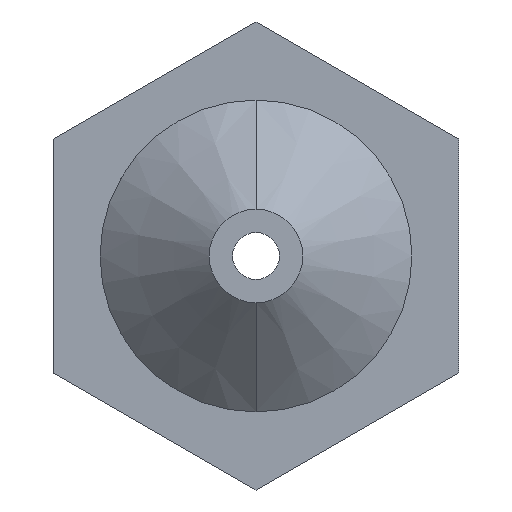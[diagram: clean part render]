
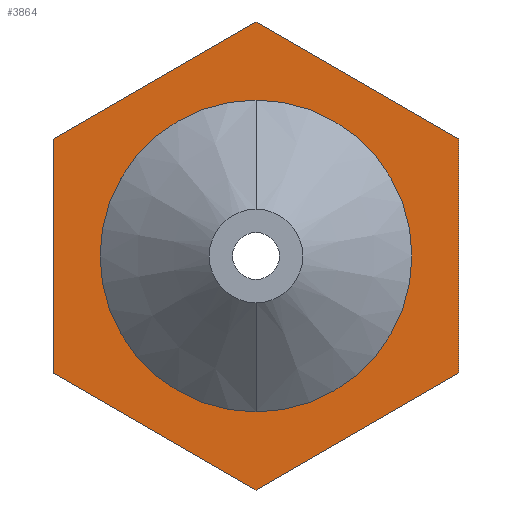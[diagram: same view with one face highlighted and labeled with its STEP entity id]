
A CAD part, front view. The second image highlights one B-rep face of the part: STEP entity #3864.
In plain terms, the highlighted planar face has unit normal (0, -1, 0).
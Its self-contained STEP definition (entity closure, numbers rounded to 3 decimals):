
#25 = AXIS2_PLACEMENT_3D ( 'NONE', #2339, #30, #3716 ) ;
#30 = DIRECTION ( 'NONE',  ( 0., -1., 0. ) ) ;
#100 = PLANE ( 'NONE',  #991 ) ;
#114 = VERTEX_POINT ( 'NONE', #1987 ) ;
#172 = VECTOR ( 'NONE', #3972, 1000. ) ;
#244 = CARTESIAN_POINT ( 'NONE',  ( 0., 5., 0. ) ) ;
#299 = LINE ( 'NONE', #1306, #172 ) ;
#322 = LINE ( 'NONE', #3225, #1537 ) ;
#443 = FACE_OUTER_BOUND ( 'NONE', #3709, .T. ) ;
#470 = DIRECTION ( 'NONE',  ( 0., 0., 1. ) ) ;
#507 = VECTOR ( 'NONE', #470, 1000. ) ;
#572 = CARTESIAN_POINT ( 'NONE',  ( 0., 5., 5. ) ) ;
#779 = ORIENTED_EDGE ( 'NONE', *, *, #3325, .F. ) ;
#786 = DIRECTION ( 'NONE',  ( 0.866, 0., -0.5 ) ) ;
#874 = CARTESIAN_POINT ( 'NONE',  ( -6.5, 5., -3.753 ) ) ;
#891 = EDGE_CURVE ( 'NONE', #3513, #114, #1825, .T. ) ;
#991 = AXIS2_PLACEMENT_3D ( 'NONE', #3072, #3356, #3647 ) ;
#1055 = CIRCLE ( 'NONE', #25, 5. ) ;
#1062 = ORIENTED_EDGE ( 'NONE', *, *, #1400, .F. ) ;
#1113 = CARTESIAN_POINT ( 'NONE',  ( 6.5, 5., -3.753 ) ) ;
#1208 = AXIS2_PLACEMENT_3D ( 'NONE', #244, #3205, #2488 ) ;
#1306 = CARTESIAN_POINT ( 'NONE',  ( 0., 5., -7.506 ) ) ;
#1361 = CARTESIAN_POINT ( 'NONE',  ( 6.5, 5., 3.753 ) ) ;
#1400 = EDGE_CURVE ( 'NONE', #114, #2979, #2491, .T. ) ;
#1537 = VECTOR ( 'NONE', #3289, 1000. ) ;
#1543 = CARTESIAN_POINT ( 'NONE',  ( 0., 5., -7.506 ) ) ;
#1614 = DIRECTION ( 'NONE',  ( -0.866, 0., -0.5 ) ) ;
#1825 = LINE ( 'NONE', #3503, #507 ) ;
#1879 = CARTESIAN_POINT ( 'NONE',  ( -6.5, 5., 3.753 ) ) ;
#1880 = EDGE_LOOP ( 'NONE', ( #779, #3778 ) ) ;
#1987 = CARTESIAN_POINT ( 'NONE',  ( -6.5, 5., 3.753 ) ) ;
#2000 = VERTEX_POINT ( 'NONE', #1543 ) ;
#2056 = ORIENTED_EDGE ( 'NONE', *, *, #2629, .F. ) ;
#2095 = LINE ( 'NONE', #3423, #2368 ) ;
#2139 = CARTESIAN_POINT ( 'NONE',  ( 0., 5., -5. ) ) ;
#2207 = EDGE_CURVE ( 'NONE', #4083, #3328, #1055, .T. ) ;
#2303 = CIRCLE ( 'NONE', #1208, 5. ) ;
#2338 = ORIENTED_EDGE ( 'NONE', *, *, #4005, .F. ) ;
#2339 = CARTESIAN_POINT ( 'NONE',  ( 0., 5., 0. ) ) ;
#2368 = VECTOR ( 'NONE', #786, 1000. ) ;
#2488 = DIRECTION ( 'NONE',  ( 0., 0., 1. ) ) ;
#2491 = LINE ( 'NONE', #1879, #3547 ) ;
#2592 = CARTESIAN_POINT ( 'NONE',  ( 6.5, 5., -3.753 ) ) ;
#2608 = EDGE_CURVE ( 'NONE', #3852, #3491, #322, .T. ) ;
#2629 = EDGE_CURVE ( 'NONE', #2000, #3513, #299, .T. ) ;
#2722 = ORIENTED_EDGE ( 'NONE', *, *, #3436, .F. ) ;
#2913 = LINE ( 'NONE', #2592, #3697 ) ;
#2919 = CARTESIAN_POINT ( 'NONE',  ( 0., 5., 7.506 ) ) ;
#2979 = VERTEX_POINT ( 'NONE', #2919 ) ;
#3072 = CARTESIAN_POINT ( 'NONE',  ( 0., 5., 0. ) ) ;
#3186 = DIRECTION ( 'NONE',  ( 0.866, 0., 0.5 ) ) ;
#3205 = DIRECTION ( 'NONE',  ( 0., -1., 0. ) ) ;
#3225 = CARTESIAN_POINT ( 'NONE',  ( 6.5, 5., 3.753 ) ) ;
#3289 = DIRECTION ( 'NONE',  ( 0., 0., -1. ) ) ;
#3325 = EDGE_CURVE ( 'NONE', #3328, #4083, #2303, .T. ) ;
#3328 = VERTEX_POINT ( 'NONE', #2139 ) ;
#3356 = DIRECTION ( 'NONE',  ( 0., 1., 0. ) ) ;
#3381 = ORIENTED_EDGE ( 'NONE', *, *, #891, .F. ) ;
#3423 = CARTESIAN_POINT ( 'NONE',  ( 0., 5., 7.506 ) ) ;
#3436 = EDGE_CURVE ( 'NONE', #3491, #2000, #2913, .T. ) ;
#3491 = VERTEX_POINT ( 'NONE', #1113 ) ;
#3503 = CARTESIAN_POINT ( 'NONE',  ( -6.5, 5., -3.753 ) ) ;
#3513 = VERTEX_POINT ( 'NONE', #874 ) ;
#3547 = VECTOR ( 'NONE', #3186, 1000. ) ;
#3568 = FACE_BOUND ( 'NONE', #1880, .T. ) ;
#3601 = ORIENTED_EDGE ( 'NONE', *, *, #2608, .F. ) ;
#3647 = DIRECTION ( 'NONE',  ( 0., 0., 1. ) ) ;
#3697 = VECTOR ( 'NONE', #1614, 1000. ) ;
#3709 = EDGE_LOOP ( 'NONE', ( #3601, #2338, #1062, #3381, #2056, #2722 ) ) ;
#3716 = DIRECTION ( 'NONE',  ( 0., 0., 1. ) ) ;
#3778 = ORIENTED_EDGE ( 'NONE', *, *, #2207, .F. ) ;
#3852 = VERTEX_POINT ( 'NONE', #1361 ) ;
#3864 = ADVANCED_FACE ( 'NONE', ( #3568, #443 ), #100, .F. ) ;
#3972 = DIRECTION ( 'NONE',  ( -0.866, 0., 0.5 ) ) ;
#4005 = EDGE_CURVE ( 'NONE', #2979, #3852, #2095, .T. ) ;
#4083 = VERTEX_POINT ( 'NONE', #572 ) ;
